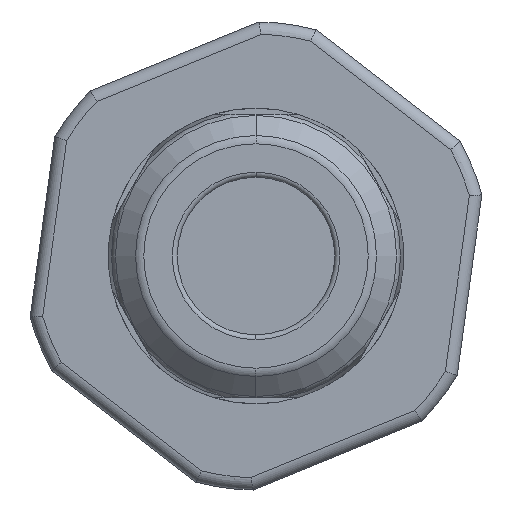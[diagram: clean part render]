
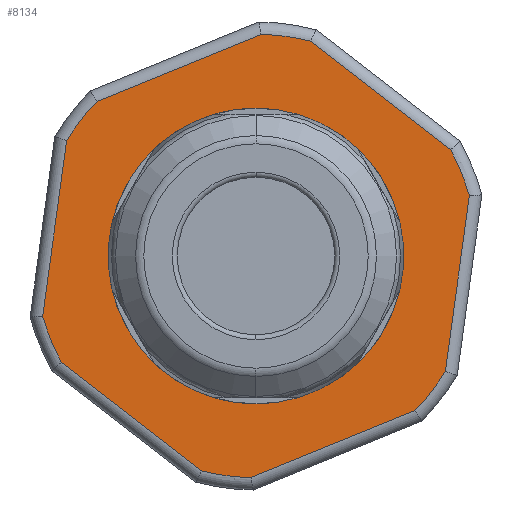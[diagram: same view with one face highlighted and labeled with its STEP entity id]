
A CAD part, front view. The second image highlights one B-rep face of the part: STEP entity #8134.
In plain terms, the highlighted planar face has unit normal (0, -1, 0).
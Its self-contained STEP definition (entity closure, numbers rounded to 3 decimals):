
#1395=CARTESIAN_POINT('',(0.,-0.207,0.));
#1396=DIRECTION('',(0.,-1.,0.));
#1397=DIRECTION('',(-0.962,0.,-0.272));
#1398=AXIS2_PLACEMENT_3D('',#1395,#1396,#1397);
#1420=DIRECTION('',(-0.135,0.,-0.991));
#1421=VECTOR('',#1420,14.387);
#1422=CARTESIAN_POINT('',(-15.374,-0.207,
9.362));
#1423=LINE('',#1422,#1421);
#1424=DIRECTION('',(-0.926,0.,-0.378));
#1425=VECTOR('',#1424,14.387);
#1426=CARTESIAN_POINT('',(0.421,-0.207,
17.995));
#1427=LINE('',#1426,#1425);
#1428=DIRECTION('',(-0.79,0.,0.613));
#1429=VECTOR('',#1428,14.387);
#1430=CARTESIAN_POINT('',(15.795,-0.207,
8.633));
#1431=LINE('',#1430,#1429);
#1432=DIRECTION('',(0.135,0.,0.991));
#1433=VECTOR('',#1432,14.387);
#1434=CARTESIAN_POINT('',(15.374,-0.207,
-9.362));
#1435=LINE('',#1434,#1433);
#1436=DIRECTION('',(0.926,0.,0.378));
#1437=VECTOR('',#1436,14.387);
#1438=CARTESIAN_POINT('',(-0.421,-0.207,
-17.995));
#1439=LINE('',#1438,#1437);
#1440=DIRECTION('',(0.79,0.,-0.613));
#1441=VECTOR('',#1440,14.387);
#1442=CARTESIAN_POINT('',(-15.795,-0.207,
-8.633));
#1443=LINE('',#1442,#1441);
#1444=DIRECTION('',(0.991,0.,-0.135));
#1445=VECTOR('',#1444,2.1);
#1446=CARTESIAN_POINT('',(-2.53,-0.207,
-10.756));
#1447=LINE('',#1446,#1445);
#1448=CARTESIAN_POINT('',(0.,-0.207,0.));
#1449=DIRECTION('',(0.,-1.,0.));
#1450=DIRECTION('',(-0.041,0.,-0.999));
#1451=AXIS2_PLACEMENT_3D('',#1448,#1449,#1450);
#1453=DIRECTION('',(0.613,0.,0.79));
#1454=VECTOR('',#1453,2.1);
#1455=CARTESIAN_POINT('',(8.05,-0.207,
-7.569));
#1456=LINE('',#1455,#1454);
#1457=CARTESIAN_POINT('',(0.,-0.207,0.));
#1458=DIRECTION('',(0.,-1.,0.));
#1459=DIRECTION('',(0.845,0.,-0.535));
#1460=AXIS2_PLACEMENT_3D('',#1457,#1458,#1459);
#1462=DIRECTION('',(-0.378,0.,0.926));
#1463=VECTOR('',#1462,2.1);
#1464=CARTESIAN_POINT('',(10.58,-0.207,
3.187));
#1465=LINE('',#1464,#1463);
#1466=CARTESIAN_POINT('',(0.,-0.207,0.));
#1467=DIRECTION('',(0.,-1.,0.));
#1468=DIRECTION('',(0.886,0.,0.464));
#1469=AXIS2_PLACEMENT_3D('',#1466,#1467,#1468);
#1471=DIRECTION('',(-0.991,0.,0.135));
#1472=VECTOR('',#1471,2.1);
#1473=CARTESIAN_POINT('',(2.53,-0.207,
10.756));
#1474=LINE('',#1473,#1472);
#1475=CARTESIAN_POINT('',(0.,-0.207,0.));
#1476=DIRECTION('',(0.,-1.,0.));
#1477=DIRECTION('',(0.041,0.,0.999));
#1478=AXIS2_PLACEMENT_3D('',#1475,#1476,#1477);
#1480=DIRECTION('',(-0.613,0.,-0.79));
#1481=VECTOR('',#1480,2.1);
#1482=CARTESIAN_POINT('',(-8.05,-0.207,
7.569));
#1483=LINE('',#1482,#1481);
#1484=CARTESIAN_POINT('',(0.,-0.207,0.));
#1485=DIRECTION('',(0.,-1.,0.));
#1486=DIRECTION('',(-0.845,0.,0.535));
#1487=AXIS2_PLACEMENT_3D('',#1484,#1485,#1486);
#1489=DIRECTION('',(0.378,0.,-0.926));
#1490=VECTOR('',#1489,2.1);
#1491=CARTESIAN_POINT('',(-10.58,-0.207,
-3.187));
#1492=LINE('',#1491,#1490);
#1493=CARTESIAN_POINT('',(0.,-0.207,0.));
#1494=DIRECTION('',(0.,-1.,0.));
#1495=DIRECTION('',(-0.886,0.,-0.464));
#1496=AXIS2_PLACEMENT_3D('',#1493,#1494,#1495);
#1498=CARTESIAN_POINT('',(0.,-0.207,0.));
#1499=DIRECTION('',(0.,-1.,0.));
#1500=DIRECTION('',(-0.717,0.,0.698));
#1501=AXIS2_PLACEMENT_3D('',#1498,#1499,#1500);
#1540=CARTESIAN_POINT('',(0.,-0.207,0.));
#1541=DIRECTION('',(0.,-1.,0.));
#1542=DIRECTION('',(0.246,0.,0.969));
#1543=AXIS2_PLACEMENT_3D('',#1540,#1541,#1542);
#1587=CARTESIAN_POINT('',(0.,-0.207,0.));
#1588=DIRECTION('',(0.,-1.,0.));
#1589=DIRECTION('',(0.962,0.,0.272));
#1590=AXIS2_PLACEMENT_3D('',#1587,#1588,#1589);
#1624=CARTESIAN_POINT('',(0.,-0.207,0.));
#1625=DIRECTION('',(0.,-1.,0.));
#1626=DIRECTION('',(0.717,0.,-0.698));
#1627=AXIS2_PLACEMENT_3D('',#1624,#1625,#1626);
#1666=CARTESIAN_POINT('',(0.,-0.207,0.));
#1667=DIRECTION('',(0.,-1.,0.));
#1668=DIRECTION('',(-0.246,0.,-0.969));
#1669=AXIS2_PLACEMENT_3D('',#1666,#1667,#1668);
#5354=CARTESIAN_POINT('',(-15.374,-0.207,
9.362));
#5355=CARTESIAN_POINT('',(-17.322,-0.207,
-4.893));
#5356=VERTEX_POINT('',#5354);
#5357=VERTEX_POINT('',#5355);
#5366=CARTESIAN_POINT('',(-15.795,-0.207,
-8.633));
#5367=CARTESIAN_POINT('',(-4.424,-0.207,
-17.448));
#5368=VERTEX_POINT('',#5366);
#5369=VERTEX_POINT('',#5367);
#5374=CARTESIAN_POINT('',(-0.421,-0.207,
-17.995));
#5375=CARTESIAN_POINT('',(12.899,-0.207,
-12.555));
#5376=VERTEX_POINT('',#5374);
#5377=VERTEX_POINT('',#5375);
#5378=CARTESIAN_POINT('',(15.374,-0.207,
-9.362));
#5379=CARTESIAN_POINT('',(17.322,-0.207,
4.893));
#5380=VERTEX_POINT('',#5378);
#5381=VERTEX_POINT('',#5379);
#5390=CARTESIAN_POINT('',(15.795,-0.207,
8.633));
#5391=CARTESIAN_POINT('',(4.424,-0.207,
17.448));
#5392=VERTEX_POINT('',#5390);
#5393=VERTEX_POINT('',#5391);
#5394=CARTESIAN_POINT('',(0.421,-0.207,
17.995));
#5395=CARTESIAN_POINT('',(-12.899,-0.207,
12.555));
#5396=VERTEX_POINT('',#5394);
#5397=VERTEX_POINT('',#5395);
#6042=CARTESIAN_POINT('',(-2.53,-0.207,
-10.756));
#6043=CARTESIAN_POINT('',(-0.449,-0.207,
-11.041));
#6044=VERTEX_POINT('',#6042);
#6045=VERTEX_POINT('',#6043);
#6046=CARTESIAN_POINT('',(8.05,-0.207,
-7.569));
#6047=CARTESIAN_POINT('',(9.337,-0.207,
-5.91));
#6048=VERTEX_POINT('',#6046);
#6049=VERTEX_POINT('',#6047);
#6050=CARTESIAN_POINT('',(10.58,-0.207,
3.187));
#6051=CARTESIAN_POINT('',(9.786,-0.207,
5.131));
#6052=VERTEX_POINT('',#6050);
#6053=VERTEX_POINT('',#6051);
#6054=CARTESIAN_POINT('',(2.53,-0.207,
10.756));
#6055=CARTESIAN_POINT('',(0.449,-0.207,
11.041));
#6056=VERTEX_POINT('',#6054);
#6057=VERTEX_POINT('',#6055);
#6058=CARTESIAN_POINT('',(-8.05,-0.207,
7.569));
#6059=VERTEX_POINT('',#6058);
#6060=CARTESIAN_POINT('',(-9.337,-0.207,
5.91));
#6061=VERTEX_POINT('',#6060);
#6062=CARTESIAN_POINT('',(-10.58,-0.207,
-3.187));
#6063=CARTESIAN_POINT('',(-9.786,-0.207,
-5.131));
#6064=VERTEX_POINT('',#6062);
#6065=VERTEX_POINT('',#6063);
#8079=CARTESIAN_POINT('',(0.,-0.207,0.));
#8080=DIRECTION('',(0.,1.,0.));
#8081=DIRECTION('',(-0.378,0.,0.926));
#8082=AXIS2_PLACEMENT_3D('',#8079,#8080,#8081);
#8083=PLANE('',#8082);
#8084=ORIENTED_EDGE('',*,*,#8069,.F.);
#8086=ORIENTED_EDGE('',*,*,#8085,.F.);
#8088=ORIENTED_EDGE('',*,*,#8087,.F.);
#8090=ORIENTED_EDGE('',*,*,#8089,.F.);
#8092=ORIENTED_EDGE('',*,*,#8091,.F.);
#8094=ORIENTED_EDGE('',*,*,#8093,.F.);
#8096=ORIENTED_EDGE('',*,*,#8095,.F.);
#8098=ORIENTED_EDGE('',*,*,#8097,.F.);
#8100=ORIENTED_EDGE('',*,*,#8099,.F.);
#8102=ORIENTED_EDGE('',*,*,#8101,.F.);
#8104=ORIENTED_EDGE('',*,*,#8103,.F.);
#8105=ORIENTED_EDGE('',*,*,#8057,.F.);
#8106=EDGE_LOOP('',(#8084,#8086,#8088,#8090,#8092,#8094,#8096,#8098,#8100,#8102,
#8104,#8105));
#8107=FACE_OUTER_BOUND('',#8106,.F.);
#8109=ORIENTED_EDGE('',*,*,#8108,.T.);
#8111=ORIENTED_EDGE('',*,*,#8110,.T.);
#8113=ORIENTED_EDGE('',*,*,#8112,.T.);
#8115=ORIENTED_EDGE('',*,*,#8114,.T.);
#8117=ORIENTED_EDGE('',*,*,#8116,.T.);
#8119=ORIENTED_EDGE('',*,*,#8118,.T.);
#8121=ORIENTED_EDGE('',*,*,#8120,.T.);
#8123=ORIENTED_EDGE('',*,*,#8122,.T.);
#8125=ORIENTED_EDGE('',*,*,#8124,.T.);
#8127=ORIENTED_EDGE('',*,*,#8126,.T.);
#8129=ORIENTED_EDGE('',*,*,#8128,.T.);
#8131=ORIENTED_EDGE('',*,*,#8130,.T.);
#8132=EDGE_LOOP('',(#8109,#8111,#8113,#8115,#8117,#8119,#8121,#8123,#8125,#8127,
#8129,#8131));
#8133=FACE_BOUND('',#8132,.F.);
#1399=CIRCLE('',#1398,18.);
#1452=CIRCLE('',#1451,11.05);
#1461=CIRCLE('',#1460,11.05);
#1470=CIRCLE('',#1469,11.05);
#1479=CIRCLE('',#1478,11.05);
#1488=CIRCLE('',#1487,11.05);
#1497=CIRCLE('',#1496,11.05);
#1502=CIRCLE('',#1501,18.);
#1544=CIRCLE('',#1543,18.);
#1591=CIRCLE('',#1590,18.);
#1628=CIRCLE('',#1627,18.);
#1670=CIRCLE('',#1669,18.);
#8057=EDGE_CURVE('',#5357,#5368,#1399,.T.);
#8069=EDGE_CURVE('',#5356,#5357,#1423,.T.);
#8085=EDGE_CURVE('',#5397,#5356,#1502,.T.);
#8087=EDGE_CURVE('',#5396,#5397,#1427,.T.);
#8089=EDGE_CURVE('',#5393,#5396,#1544,.T.);
#8091=EDGE_CURVE('',#5392,#5393,#1431,.T.);
#8093=EDGE_CURVE('',#5381,#5392,#1591,.T.);
#8095=EDGE_CURVE('',#5380,#5381,#1435,.T.);
#8097=EDGE_CURVE('',#5377,#5380,#1628,.T.);
#8099=EDGE_CURVE('',#5376,#5377,#1439,.T.);
#8101=EDGE_CURVE('',#5369,#5376,#1670,.T.);
#8103=EDGE_CURVE('',#5368,#5369,#1443,.T.);
#8108=EDGE_CURVE('',#6044,#6045,#1447,.T.);
#8110=EDGE_CURVE('',#6045,#6048,#1452,.T.);
#8112=EDGE_CURVE('',#6048,#6049,#1456,.T.);
#8114=EDGE_CURVE('',#6049,#6052,#1461,.T.);
#8116=EDGE_CURVE('',#6052,#6053,#1465,.T.);
#8118=EDGE_CURVE('',#6053,#6056,#1470,.T.);
#8120=EDGE_CURVE('',#6056,#6057,#1474,.T.);
#8122=EDGE_CURVE('',#6057,#6059,#1479,.T.);
#8124=EDGE_CURVE('',#6059,#6061,#1483,.T.);
#8126=EDGE_CURVE('',#6061,#6064,#1488,.T.);
#8128=EDGE_CURVE('',#6064,#6065,#1492,.T.);
#8130=EDGE_CURVE('',#6065,#6044,#1497,.T.);
#8134=ADVANCED_FACE('',(#8107,#8133),#8083,.F.);
